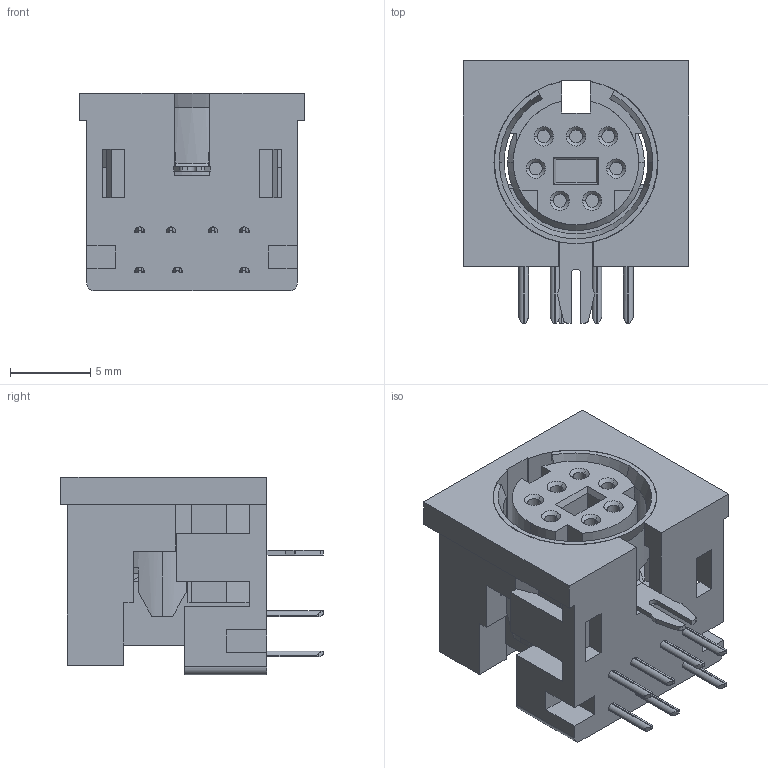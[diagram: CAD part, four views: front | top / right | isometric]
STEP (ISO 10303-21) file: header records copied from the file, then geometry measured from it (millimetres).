
FILE_DESCRIPTION (( 'STEP AP214' ), '1' );
FILE_NAME ('CUI_DEVICES_MD-70S.step', '2020-11-06T15:26:34', ( '' ), ( '' ), 'SwSTEP 2.0', 'SolidWorks 2020', '' );
FILE_SCHEMA (( 'AUTOMOTIVE_DESIGN' ));
Length unit declared in the file: inch
Products named in the file (1): CUI_DEVICES_MD-70S
Bounding box: 14 x 16.3 x 12.3 mm (x, y, z)
Volume: 1336.8 mm3; surface area: 2209.2 mm2
Topology: 9 solids, 9 shells, 363 faces, 1017 edges, 665 vertices
Faces by surface type: plane 253, cylinder 85, cone 23, torus 2
Entity records: 11941 total; most frequent: CARTESIAN_POINT 2452, ORIENTED_EDGE 2034, DIRECTION 1859, EDGE_CURVE 1017, VECTOR 739, LINE 739, VERTEX_POINT 665, AXIS2_PLACEMENT_3D 560
